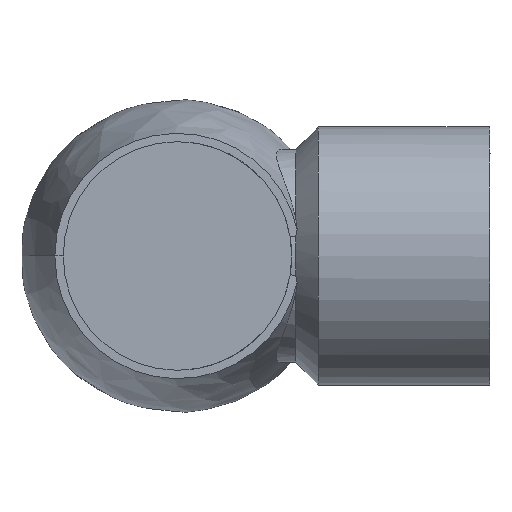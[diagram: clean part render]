
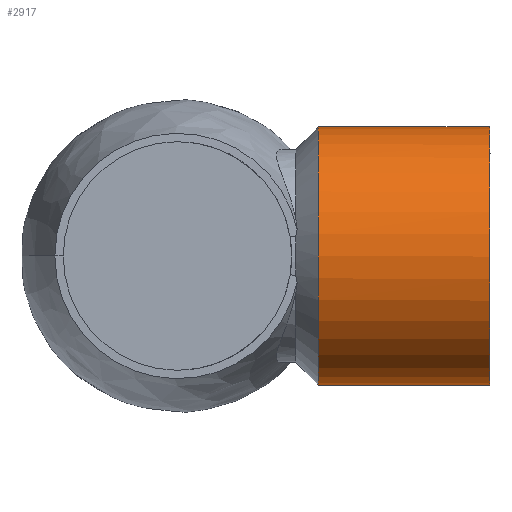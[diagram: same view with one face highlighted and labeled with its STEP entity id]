
A CAD part, front view. The second image highlights one B-rep face of the part: STEP entity #2917.
In plain terms, the highlighted cylindrical face has radius 32.75 mm (diameter 65.5 mm), a partial arc.
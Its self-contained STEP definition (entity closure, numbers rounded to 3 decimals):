
#88 = EDGE_CURVE ( 'NONE', #712, #531, #596, .T. ) ;
#253 = EDGE_CURVE ( 'NONE', #989, #1841, #2738, .T. ) ;
#268 =( BOUNDED_CURVE ( )  B_SPLINE_CURVE ( 3, ( #1623, #1698, #2399, #707 ),
 .UNSPECIFIED., .F., .F. ) 
 B_SPLINE_CURVE_WITH_KNOTS ( ( 4, 4 ),
 ( 1.575, 1.58 ),
 .UNSPECIFIED. ) 
 CURVE ( )  GEOMETRIC_REPRESENTATION_ITEM ( )  RATIONAL_B_SPLINE_CURVE ( ( 1., 1., 1., 1. ) ) 
 REPRESENTATION_ITEM ( '' )  );
#287 = CARTESIAN_POINT ( 'NONE',  ( 480.75, 0., 890. ) ) ;
#333 = CARTESIAN_POINT ( 'NONE',  ( 524.3, 0., 890. ) ) ;
#394 = CARTESIAN_POINT ( 'NONE',  ( 490.3, 0., 857.25 ) ) ;
#452 = DIRECTION ( 'NONE',  ( 0., 0., 1. ) ) ;
#531 = VERTEX_POINT ( 'NONE', #2836 ) ;
#533 = DIRECTION ( 'NONE',  ( -1., 0., 0. ) ) ;
#596 = B_SPLINE_CURVE_WITH_KNOTS ( 'NONE', 3,
 ( #667, #2369, #1888, #1195 ),
 .UNSPECIFIED., .F., .F.,
 ( 4, 4 ),
 ( 0., 0. ),
 .UNSPECIFIED. ) ;
#644 = VECTOR ( 'NONE', #1831, 1000. ) ;
#667 = CARTESIAN_POINT ( 'NONE',  ( 524.162, -0.15, 922.75 ) ) ;
#707 = CARTESIAN_POINT ( 'NONE',  ( 524.3, -0.288, 922.749 ) ) ;
#712 = VERTEX_POINT ( 'NONE', #1244 ) ;
#776 = DIRECTION ( 'NONE',  ( 0., 0., -1. ) ) ;
#858 = FACE_OUTER_BOUND ( 'NONE', #1426, .T. ) ;
#893 = CARTESIAN_POINT ( 'NONE',  ( 480.75, 0., 857.25 ) ) ;
#945 = AXIS2_PLACEMENT_3D ( 'NONE', #287, #533, #776 ) ;
#946 = CARTESIAN_POINT ( 'NONE',  ( 480.75, 0., 922.75 ) ) ;
#989 = VERTEX_POINT ( 'NONE', #2417 ) ;
#1014 = ORIENTED_EDGE ( 'NONE', *, *, #1298, .F. ) ;
#1065 = CARTESIAN_POINT ( 'NONE',  ( 490.3, 0., 922.75 ) ) ;
#1140 = LINE ( 'NONE', #394, #644 ) ;
#1181 = DIRECTION ( 'NONE',  ( -1., 0., 0. ) ) ;
#1195 = CARTESIAN_POINT ( 'NONE',  ( 524.1, 0., 922.75 ) ) ;
#1244 = CARTESIAN_POINT ( 'NONE',  ( 524.162, -0.15, 922.75 ) ) ;
#1271 = ORIENTED_EDGE ( 'NONE', *, *, #253, .T. ) ;
#1278 = EDGE_CURVE ( 'NONE', #531, #2089, #1373, .T. ) ;
#1298 = EDGE_CURVE ( 'NONE', #2932, #2089, #2242, .T. ) ;
#1364 = ORIENTED_EDGE ( 'NONE', *, *, #88, .T. ) ;
#1373 = LINE ( 'NONE', #1065, #2546 ) ;
#1426 = EDGE_LOOP ( 'NONE', ( #1655, #1271, #2194, #1364, #2555, #1014 ) ) ;
#1555 = DIRECTION ( 'NONE',  ( -1., 0., 0. ) ) ;
#1623 = CARTESIAN_POINT ( 'NONE',  ( 524.162, -0.15, 922.75 ) ) ;
#1628 = EDGE_CURVE ( 'NONE', #712, #1841, #268, .T. ) ;
#1655 = ORIENTED_EDGE ( 'NONE', *, *, #1880, .F. ) ;
#1698 = CARTESIAN_POINT ( 'NONE',  ( 524.208, -0.196, 922.749 ) ) ;
#1831 = DIRECTION ( 'NONE',  ( -1., 0., 0. ) ) ;
#1841 = VERTEX_POINT ( 'NONE', #2269 ) ;
#1880 = EDGE_CURVE ( 'NONE', #989, #2932, #1140, .T. ) ;
#1882 = CARTESIAN_POINT ( 'NONE',  ( 490.3, 0., 890. ) ) ;
#1888 = CARTESIAN_POINT ( 'NONE',  ( 524.1, -0.055, 922.75 ) ) ;
#2089 = VERTEX_POINT ( 'NONE', #946 ) ;
#2194 = ORIENTED_EDGE ( 'NONE', *, *, #1628, .F. ) ;
#2242 = CIRCLE ( 'NONE', #945, 32.75 ) ;
#2252 = AXIS2_PLACEMENT_3D ( 'NONE', #1882, #1181, #452 ) ;
#2269 = CARTESIAN_POINT ( 'NONE',  ( 524.3, -0.288, 922.749 ) ) ;
#2369 = CARTESIAN_POINT ( 'NONE',  ( 524.122, -0.11, 922.75 ) ) ;
#2399 = CARTESIAN_POINT ( 'NONE',  ( 524.254, -0.242, 922.749 ) ) ;
#2417 = CARTESIAN_POINT ( 'NONE',  ( 524.3, 0., 857.25 ) ) ;
#2489 = DIRECTION ( 'NONE',  ( -1., 0., 0. ) ) ;
#2546 = VECTOR ( 'NONE', #2489, 1000. ) ;
#2555 = ORIENTED_EDGE ( 'NONE', *, *, #1278, .T. ) ;
#2738 = CIRCLE ( 'NONE', #3042, 32.75 ) ;
#2771 = DIRECTION ( 'NONE',  ( 0., 0., 1. ) ) ;
#2788 = CYLINDRICAL_SURFACE ( 'NONE', #2252, 32.75 ) ;
#2836 = CARTESIAN_POINT ( 'NONE',  ( 524.1, 0., 922.75 ) ) ;
#2917 = ADVANCED_FACE ( 'NONE', ( #858 ), #2788, .T. ) ;
#2932 = VERTEX_POINT ( 'NONE', #893 ) ;
#3042 = AXIS2_PLACEMENT_3D ( 'NONE', #333, #1555, #2771 ) ;
